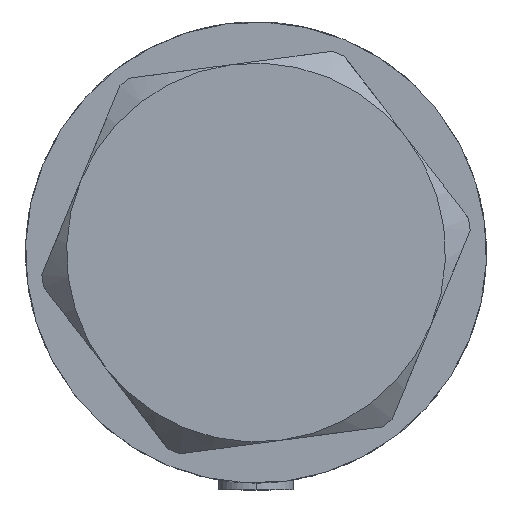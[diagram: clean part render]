
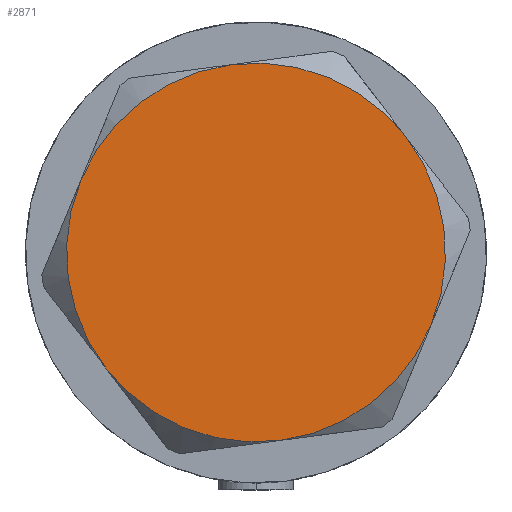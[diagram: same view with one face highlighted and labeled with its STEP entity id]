
A CAD part, left-side view. The second image highlights one B-rep face of the part: STEP entity #2871.
In plain terms, the highlighted face is planar.
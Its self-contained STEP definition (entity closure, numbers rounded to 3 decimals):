
#91 = CARTESIAN_POINT ( 'NONE',  ( -15., -25.981, 14.5 ) ) ;
#219 = DIRECTION ( 'NONE',  ( 0., 0., 1. ) ) ;
#264 = DIRECTION ( 'NONE',  ( 0., 0., 1. ) ) ;
#294 = AXIS2_PLACEMENT_3D ( 'NONE', #1422, #219, #4664 ) ;
#957 = ORIENTED_EDGE ( 'NONE', *, *, #3081, .T. ) ;
#1043 = EDGE_CURVE ( 'NONE', #2269, #4591, #1765, .T. ) ;
#1184 = DIRECTION ( 'NONE',  ( 0., 0., 1. ) ) ;
#1212 = DIRECTION ( 'NONE',  ( 0., 0., 1. ) ) ;
#1286 = DIRECTION ( 'NONE',  ( 1., 0., 0. ) ) ;
#1390 = VERTEX_POINT ( 'NONE', #3406 ) ;
#1422 = CARTESIAN_POINT ( 'NONE',  ( 0., 0., 14.5 ) ) ;
#1438 = DIRECTION ( 'NONE',  ( 1., 0., 0. ) ) ;
#1536 = DIRECTION ( 'NONE',  ( 0., 0., 1. ) ) ;
#1765 = CIRCLE ( 'NONE', #294, 30. ) ;
#1871 = CARTESIAN_POINT ( 'NONE',  ( 0., 0., 14.5 ) ) ;
#1881 = AXIS2_PLACEMENT_3D ( 'NONE', #4202, #4242, #1986 ) ;
#1986 = DIRECTION ( 'NONE',  ( 1., 0., 0. ) ) ;
#1987 = PLANE ( 'NONE',  #3645 ) ;
#2081 = CIRCLE ( 'NONE', #2721, 30. ) ;
#2269 = VERTEX_POINT ( 'NONE', #3724 ) ;
#2377 = ORIENTED_EDGE ( 'NONE', *, *, #4461, .T. ) ;
#2419 = CIRCLE ( 'NONE', #3733, 30. ) ;
#2544 = DIRECTION ( 'NONE',  ( 1., 0., 0. ) ) ;
#2618 = DIRECTION ( 'NONE',  ( 1., 0., 0. ) ) ;
#2635 = EDGE_CURVE ( 'NONE', #2771, #4092, #2081, .T. ) ;
#2679 = DIRECTION ( 'NONE',  ( 1., 0., 0. ) ) ;
#2721 = AXIS2_PLACEMENT_3D ( 'NONE', #1871, #1184, #2544 ) ;
#2767 = ORIENTED_EDGE ( 'NONE', *, *, #2635, .T. ) ;
#2771 = VERTEX_POINT ( 'NONE', #3364 ) ;
#2871 = ADVANCED_FACE ( 'NONE', ( #3545 ), #1987, .T. ) ;
#3033 = ORIENTED_EDGE ( 'NONE', *, *, #1043, .T. ) ;
#3081 = EDGE_CURVE ( 'NONE', #1390, #2771, #3946, .T. ) ;
#3180 = CARTESIAN_POINT ( 'NONE',  ( 0., 0., 14.5 ) ) ;
#3235 = EDGE_LOOP ( 'NONE', ( #3033, #3325, #2377, #957, #2767, #4721 ) ) ;
#3321 = CARTESIAN_POINT ( 'NONE',  ( 30., 0., 14.5 ) ) ;
#3325 = ORIENTED_EDGE ( 'NONE', *, *, #3792, .T. ) ;
#3359 = EDGE_CURVE ( 'NONE', #4092, #2269, #4491, .T. ) ;
#3364 = CARTESIAN_POINT ( 'NONE',  ( -30., 0., 14.5 ) ) ;
#3406 = CARTESIAN_POINT ( 'NONE',  ( -15., 25.981, 14.5 ) ) ;
#3482 = DIRECTION ( 'NONE',  ( 0., 0., 1. ) ) ;
#3545 = FACE_OUTER_BOUND ( 'NONE', #3235, .T. ) ;
#3590 = VERTEX_POINT ( 'NONE', #4214 ) ;
#3645 = AXIS2_PLACEMENT_3D ( 'NONE', #3180, #3482, #1286 ) ;
#3724 = CARTESIAN_POINT ( 'NONE',  ( 15., -25.981, 14.5 ) ) ;
#3733 = AXIS2_PLACEMENT_3D ( 'NONE', #4088, #1536, #2618 ) ;
#3792 = EDGE_CURVE ( 'NONE', #4591, #3590, #2419, .T. ) ;
#3877 = AXIS2_PLACEMENT_3D ( 'NONE', #3994, #264, #1438 ) ;
#3946 = CIRCLE ( 'NONE', #4258, 30. ) ;
#3994 = CARTESIAN_POINT ( 'NONE',  ( 0., 0., 14.5 ) ) ;
#4088 = CARTESIAN_POINT ( 'NONE',  ( 0., 0., 14.5 ) ) ;
#4092 = VERTEX_POINT ( 'NONE', #91 ) ;
#4202 = CARTESIAN_POINT ( 'NONE',  ( 0., 0., 14.5 ) ) ;
#4214 = CARTESIAN_POINT ( 'NONE',  ( 15., 25.981, 14.5 ) ) ;
#4242 = DIRECTION ( 'NONE',  ( 0., 0., 1. ) ) ;
#4258 = AXIS2_PLACEMENT_3D ( 'NONE', #4503, #1212, #2679 ) ;
#4461 = EDGE_CURVE ( 'NONE', #3590, #1390, #4499, .T. ) ;
#4491 = CIRCLE ( 'NONE', #3877, 30. ) ;
#4499 = CIRCLE ( 'NONE', #1881, 30. ) ;
#4503 = CARTESIAN_POINT ( 'NONE',  ( 0., 0., 14.5 ) ) ;
#4591 = VERTEX_POINT ( 'NONE', #3321 ) ;
#4664 = DIRECTION ( 'NONE',  ( 1., 0., 0. ) ) ;
#4721 = ORIENTED_EDGE ( 'NONE', *, *, #3359, .T. ) ;
